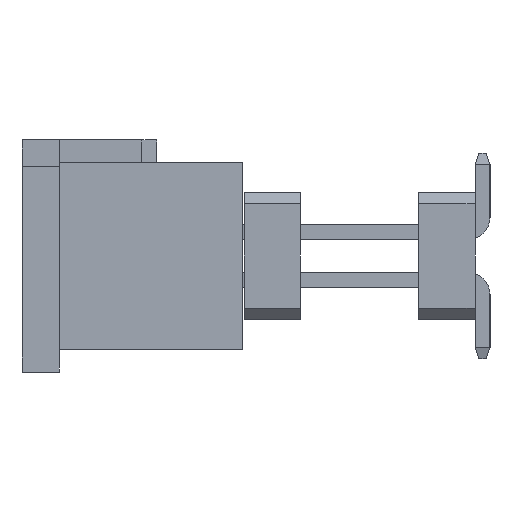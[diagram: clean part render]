
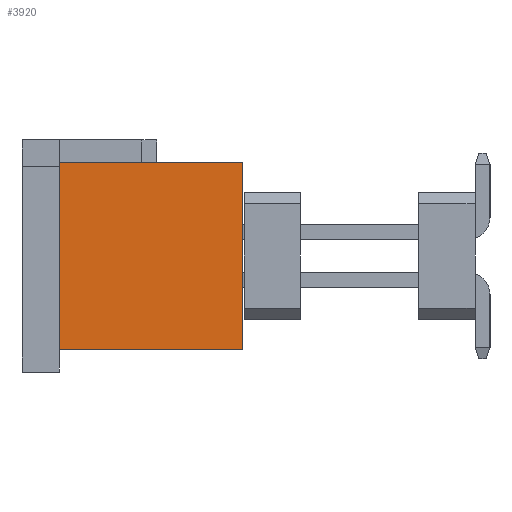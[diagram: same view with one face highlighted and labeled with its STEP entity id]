
A CAD part, left-side view. The second image highlights one B-rep face of the part: STEP entity #3920.
In plain terms, the highlighted planar face has unit normal (-1, 0, 0).
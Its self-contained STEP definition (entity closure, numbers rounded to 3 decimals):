
#653=CARTESIAN_POINT('',(0.,0.,-127.));
#654=VERTEX_POINT('',#653);
#661=CARTESIAN_POINT('',(0.,124.46,-127.));
#662=VERTEX_POINT('',#661);
#663=CARTESIAN_POINT('',(0.,0.,-127.));
#664=DIRECTION('',(0.,1.,0.));
#665=VECTOR('',#664,124.46);
#666=LINE('',#663,#665);
#667=EDGE_CURVE('',#654,#662,#666,.T.);
#3878=CARTESIAN_POINT('',(0.,0.,0.));
#3879=VERTEX_POINT('',#3878);
#3886=CARTESIAN_POINT('',(0.,0.,0.));
#3887=DIRECTION('',(0.,0.,-1.));
#3888=VECTOR('',#3887,127.);
#3889=LINE('',#3886,#3888);
#3890=EDGE_CURVE('',#3879,#654,#3889,.T.);
#3897=CARTESIAN_POINT('',(0.,62.23,-63.5));
#3898=DIRECTION('',(0.,0.,1.));
#3899=DIRECTION('',(-1.,0.,0.));
#3900=AXIS2_PLACEMENT_3D('',#3897,#3899,#3898);
#3901=PLANE('',#3900);
#3902=ORIENTED_EDGE('',*,*,#3890,.F.);
#3903=CARTESIAN_POINT('',(0.,124.46,0.));
#3904=VERTEX_POINT('',#3903);
#3905=CARTESIAN_POINT('',(0.,0.,0.));
#3906=DIRECTION('',(0.,1.,0.));
#3907=VECTOR('',#3906,124.46);
#3908=LINE('',#3905,#3907);
#3909=EDGE_CURVE('',#3879,#3904,#3908,.T.);
#3910=ORIENTED_EDGE('',*,*,#3909,.T.);
#3911=CARTESIAN_POINT('',(0.,124.46,0.));
#3912=DIRECTION('',(0.,0.,-1.));
#3913=VECTOR('',#3912,127.);
#3914=LINE('',#3911,#3913);
#3915=EDGE_CURVE('',#3904,#662,#3914,.T.);
#3916=ORIENTED_EDGE('',*,*,#3915,.T.);
#3917=ORIENTED_EDGE('',*,*,#667,.F.);
#3918=EDGE_LOOP('',(#3902,#3910,#3916,#3917));
#3919=FACE_OUTER_BOUND('',#3918,.T.);
#3920=ADVANCED_FACE('',(#3919),#3901,.T.);
